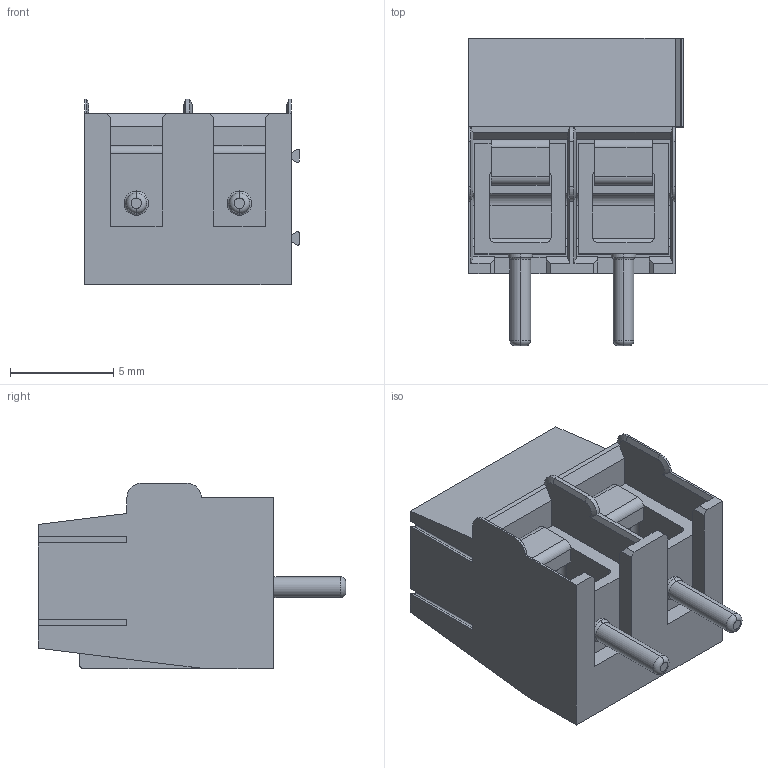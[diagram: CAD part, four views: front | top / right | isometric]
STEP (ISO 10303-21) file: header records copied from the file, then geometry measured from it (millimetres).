
FILE_DESCRIPTION (( 'STEP AP214' ), '1' );
FILE_NAME ('Terminal_Block_1x2P_P=5mm_Blaxk.STEP', '2024-06-26T15:39:29', ( '' ), ( '' ), 'SwSTEP 2.0', 'SolidWorks 2023', '' );
FILE_SCHEMA (( 'AUTOMOTIVE_DESIGN' ));
Length unit declared in the file: millimetre
Products named in the file (1): Terminal_Block_1x2P_P=5mm_Blaxk
Bounding box: 10.4 x 14.9 x 9 mm (x, y, z)
Volume: 517.5 mm3; surface area: 1545.5 mm2
Topology: 7 solids, 7 shells, 286 faces, 706 edges, 436 vertices
Faces by surface type: plane 163, cylinder 91, cone 20, torus 12
Entity records: 8445 total; most frequent: CARTESIAN_POINT 1577, ORIENTED_EDGE 1412, DIRECTION 1410, EDGE_CURVE 706, VECTOR 488, LINE 488, AXIS2_PLACEMENT_3D 461, VERTEX_POINT 436
